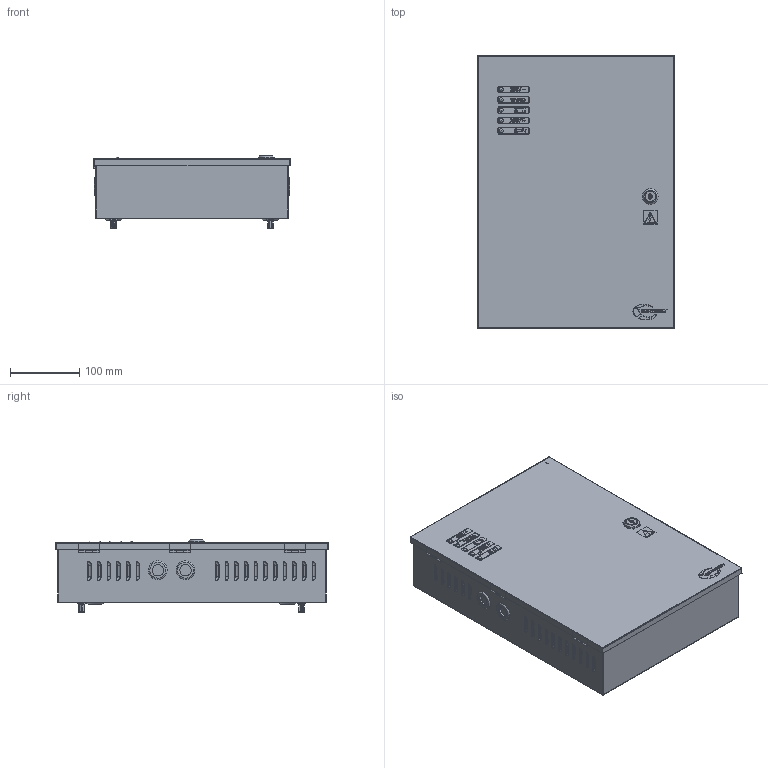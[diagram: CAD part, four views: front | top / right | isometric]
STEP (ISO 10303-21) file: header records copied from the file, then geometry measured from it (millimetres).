
FILE_DESCRIPTION (( 'STEP AP214' ), '1' );
FILE_NAME ('AD1210R.STEP', '2021-08-02T12:01:45', ( '' ), ( '' ), 'SwSTEP 2.0', 'SolidWorks 2020', '' );
FILE_SCHEMA (( 'AUTOMOTIVE_DESIGN' ));
Length unit declared in the file: millimetre
Products named in the file (33): EP0180-LED 5MM_ROUGE; ISO 7045 - M4 x 6 - Z - 6S_ISO 7045 - M4 x 6 - Z - 6S; B2B-PH-K-S; RELAY; Parte 2 Deviatore a Rotella Panasonic AM5; BOITIER AD1210R_NV ELEC; Tapping screw DIN 7049-ST2.9x6.5-F-H-S_Tapping screw DIN 7049-ST2.9x6.5-F-H-S; BT CONTACT; Parte 4 Deviatore a Rotella Panasonic AM5; HB-9500_3P; mkds_1.5-8; PCB AD2405R_AD1210R NOUVELLE ELEC; HDR1x3; CAM LOCK XL; ENTRETOISE H4.8; EP0180-LED 5MM_ORANGE; AD1210R; HB-9500_6P; PCB 5LEDS; ISO 7046-1 - M3 x 4 - Z - 4S_ISO 7046-1 - M3 x 4 - Z - 4S; EP0180-LED 5MM_VERT; ELEC1 AD1203R-OBS_NV ELEC; User Library-20mm diameter panel hole grommet; Parte 1 Deviatore a Rotella Panasonic AM5; EQUERRE DE FIX; CAPOT METAL; ELEC AD2405R-1_NV ELEC; ISO 7045 - M3 x 6 - Z --- 6S_ISO 7045 - M3 x 6 - Z --- 6S; r6513-00_paroi 0.8mm; Parte 3 Deviatore a Rotella Panasonic AM5; Deviatore a Rotella Panasonic AM5_LIBRE; NV ELEC AD1210R; Jumper
Assembly tree (60 placements, depth 4):
  AD1210R
    BOITIER AD1210R_NV ELEC
    PCB AD2405R_AD1210R NOUVELLE ELEC
      ELEC AD2405R-1_NV ELEC
        ENTRETOISE H4.8  x4
        ELEC1 AD1203R-OBS_NV ELEC
        ISO 7045 - M3 x 6 - Z --- 6S_ISO 7045 - M3 x 6 - Z --- 6S  x4
        RELAY  x2
        B2B-PH-K-S
        mkds_1.5-8
        HDR1x3  x2
        Jumper  x2
      HB-9500_3P
      HB-9500_6P
      BT CONTACT
      NV ELEC AD1210R
      EQUERRE DE FIX
      CAPOT METAL
      ISO 7046-1 - M3 x 4 - Z - 4S_ISO 7046-1 - M3 x 4 - Z - 4S  x2
      Tapping screw DIN 7049-ST2.9x6.5-F-H-S_Tapping screw DIN 7049-ST2.9x6.5-F-H-S  x5
      B2B-PH-K-S
    Deviatore a Rotella Panasonic AM5_LIBRE
      Parte 1 Deviatore a Rotella Panasonic AM5
      Parte 2 Deviatore a Rotella Panasonic AM5
      Parte 3 Deviatore a Rotella Panasonic AM5
      Parte 4 Deviatore a Rotella Panasonic AM5
    CAM LOCK XL
    User Library-20mm diameter panel hole grommet  x6
    EP0180-LED 5MM_VERT  x2
    EP0180-LED 5MM_ORANGE
    EP0180-LED 5MM_ROUGE  x2
    ISO 7045 - M4 x 6 - Z - 6S_ISO 7045 - M4 x 6 - Z - 6S  x4
    r6513-00_paroi 0.8mm  x4
    PCB 5LEDS
Bounding box: 285.05 x 395 x 105.3 mm (x, y, z)
Volume: 406366.3 mm3; surface area: 864476.1 mm2
Topology: 73 solids, 73 shells, 6446 faces, 17141 edges, 11300 vertices
Faces by surface type: plane 3726, cylinder 1149, bspline 673, cone 590, torus 271, sphere 37
Entity records: 225535 total; most frequent: CARTESIAN_POINT 73232, ORIENTED_EDGE 27056, DIRECTION 23080, EDGE_CURVE 13528, VERTEX_POINT 9058, VECTOR 9040, LINE 9040, AXIS2_PLACEMENT_3D 7020
